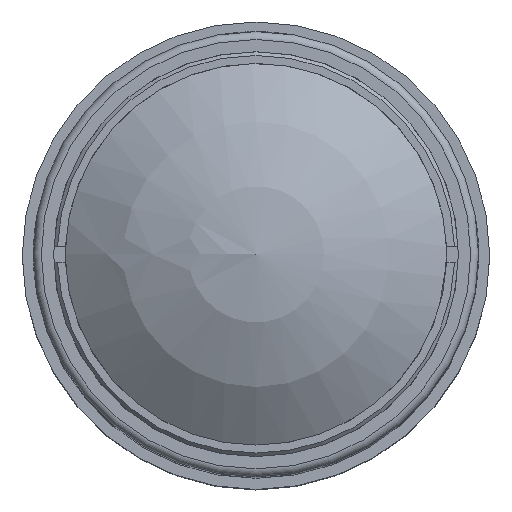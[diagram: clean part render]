
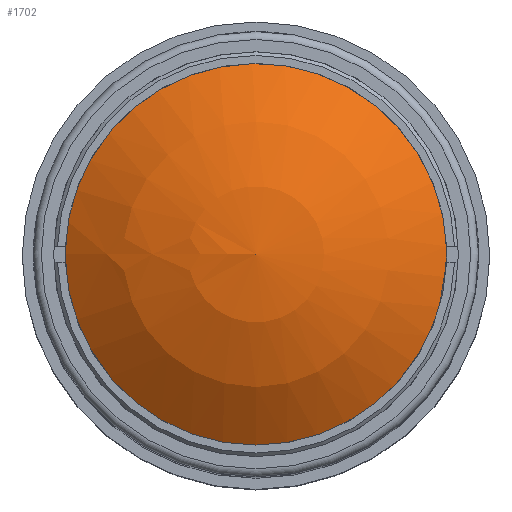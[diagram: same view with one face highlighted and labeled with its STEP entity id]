
A CAD part, top view. The second image highlights one B-rep face of the part: STEP entity #1702.
In plain terms, the highlighted spherical face has radius 19.19 mm.
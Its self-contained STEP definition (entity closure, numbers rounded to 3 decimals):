
#18=SPHERICAL_SURFACE('',#1902,19.19);
#354=FACE_OUTER_BOUND('',#485,.T.);
#485=EDGE_LOOP('',(#1368));
#601=CIRCLE('',#1893,12.);
#749=VERTEX_POINT('',#3167);
#959=EDGE_CURVE('',#749,#749,#601,.T.);
#1368=ORIENTED_EDGE('',*,*,#959,.T.);
#1702=ADVANCED_FACE('',(#354),#18,.T.);
#1893=AXIS2_PLACEMENT_3D('',#3168,#2309,#2310);
#1902=AXIS2_PLACEMENT_3D('',#3183,#2332,#2333);
#2309=DIRECTION('center_axis',(0.,0.,
1.));
#2310=DIRECTION('ref_axis',(0.,1.,0.));
#2332=DIRECTION('center_axis',(0.,0.,
1.));
#2333=DIRECTION('ref_axis',(-1.,0.,0.));
#3167=CARTESIAN_POINT('',(0.,-12.,-5.372));
#3168=CARTESIAN_POINT('Origin',(0.,0.,
-5.372));
#3183=CARTESIAN_POINT('Origin',(0.,0.,
-20.348));
